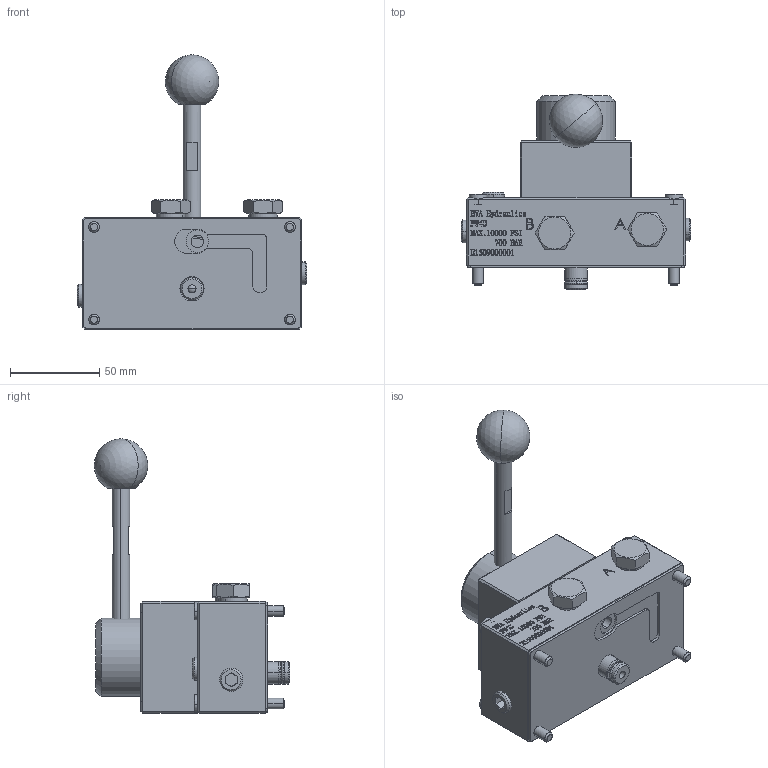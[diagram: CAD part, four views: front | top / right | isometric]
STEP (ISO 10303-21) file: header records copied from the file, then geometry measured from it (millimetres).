
FILE_DESCRIPTION (( 'STEP AP203' ), '1' );
FILE_NAME ('D0960.STEP', '2016-09-30T00:28:05', ( '' ), ( '' ), 'SwSTEP 2.0', 'SolidWorks 2016', '' );
FILE_SCHEMA (( 'CONFIG_CONTROL_DESIGN' ));
Length unit declared in the file: millimetre
Products named in the file (1): D0960
Bounding box: 129 x 109.65 x 154.1 mm (x, y, z)
Volume: 460290.2 mm3; surface area: 117028.3 mm2
Topology: 24 solids, 24 shells, 1792 faces, 4710 edges, 3045 vertices
Faces by surface type: plane 678, bspline 673, cylinder 249, cone 184, sphere 4, torus 4
Entity records: 79131 total; most frequent: CARTESIAN_POINT 39655, ORIENTED_EDGE 9306, DIRECTION 5950, EDGE_CURVE 4653, VERTEX_POINT 3038, VECTOR 2524, LINE 2524, EDGE_LOOP 1983
